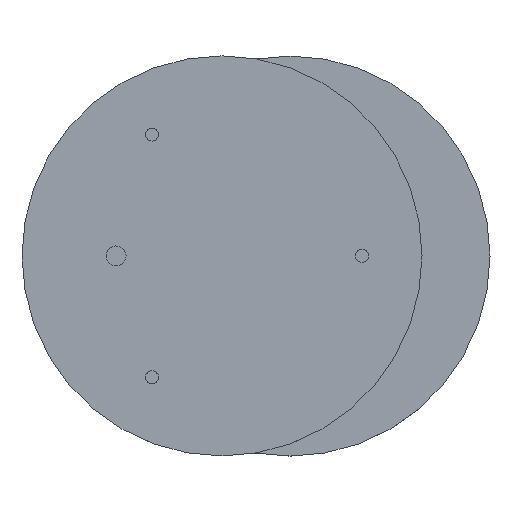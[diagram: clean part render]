
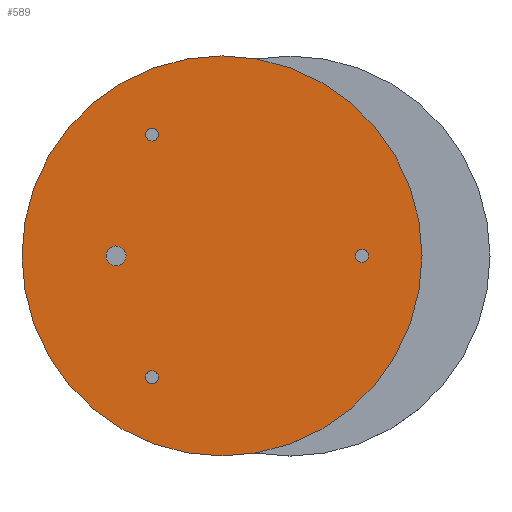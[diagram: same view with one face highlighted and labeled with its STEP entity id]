
A CAD part, top view. The second image highlights one B-rep face of the part: STEP entity #589.
In plain terms, the highlighted planar face has unit normal (0, 0, 1).
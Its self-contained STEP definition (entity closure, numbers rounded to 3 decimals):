
#39=FACE_BOUND('',#133,.T.);
#40=FACE_BOUND('',#134,.T.);
#41=FACE_BOUND('',#135,.T.);
#42=FACE_BOUND('',#136,.T.);
#56=PLANE('',#661);
#87=FACE_OUTER_BOUND('',#132,.T.);
#132=EDGE_LOOP('',(#483));
#133=EDGE_LOOP('',(#484));
#134=EDGE_LOOP('',(#485));
#135=EDGE_LOOP('',(#486));
#136=EDGE_LOOP('',(#487));
#267=CIRCLE('',#646,1.6);
#269=CIRCLE('',#649,1.6);
#271=CIRCLE('',#652,1.6);
#274=CIRCLE('',#656,2.5);
#276=CIRCLE('',#660,50.);
#301=VERTEX_POINT('',#919);
#303=VERTEX_POINT('',#925);
#305=VERTEX_POINT('',#931);
#308=VERTEX_POINT('',#939);
#310=VERTEX_POINT('',#946);
#359=EDGE_CURVE('',#301,#301,#267,.T.);
#362=EDGE_CURVE('',#303,#303,#269,.T.);
#365=EDGE_CURVE('',#305,#305,#271,.T.);
#370=EDGE_CURVE('',#308,#308,#274,.T.);
#372=EDGE_CURVE('',#310,#310,#276,.T.);
#483=ORIENTED_EDGE('',*,*,#372,.T.);
#484=ORIENTED_EDGE('',*,*,#359,.T.);
#485=ORIENTED_EDGE('',*,*,#362,.T.);
#486=ORIENTED_EDGE('',*,*,#365,.T.);
#487=ORIENTED_EDGE('',*,*,#370,.T.);
#589=ADVANCED_FACE('',(#87,#39,#40,#41,#42),#56,.T.);
#646=AXIS2_PLACEMENT_3D('',#920,#747,#748);
#649=AXIS2_PLACEMENT_3D('',#926,#754,#755);
#652=AXIS2_PLACEMENT_3D('',#932,#761,#762);
#656=AXIS2_PLACEMENT_3D('',#941,#771,#772);
#660=AXIS2_PLACEMENT_3D('',#947,#779,#780);
#661=AXIS2_PLACEMENT_3D('',#949,#782,#783);
#747=DIRECTION('center_axis',(0.,0.,-1.));
#748=DIRECTION('ref_axis',(-1.,0.,0.));
#754=DIRECTION('center_axis',(0.,0.,-1.));
#755=DIRECTION('ref_axis',(-1.,0.,0.));
#761=DIRECTION('center_axis',(0.,0.,-1.));
#762=DIRECTION('ref_axis',(-1.,0.,0.));
#771=DIRECTION('center_axis',(0.,0.,-1.));
#772=DIRECTION('ref_axis',(1.,0.,0.));
#779=DIRECTION('center_axis',(0.,0.,1.));
#780=DIRECTION('ref_axis',(1.,0.,0.));
#782=DIRECTION('center_axis',(0.,0.,1.));
#783=DIRECTION('ref_axis',(1.,0.,0.));
#919=CARTESIAN_POINT('',(28.1,0.,14.));
#920=CARTESIAN_POINT('Origin',(26.5,0.,14.));
#925=CARTESIAN_POINT('',(-24.4,30.311,14.));
#926=CARTESIAN_POINT('Origin',(-26.,30.311,14.));
#931=CARTESIAN_POINT('',(-24.4,-30.311,14.));
#932=CARTESIAN_POINT('Origin',(-26.,-30.311,14.));
#939=CARTESIAN_POINT('',(-37.5,0.,14.));
#941=CARTESIAN_POINT('Origin',(-35.,0.,14.));
#946=CARTESIAN_POINT('',(-58.5,0.,14.));
#947=CARTESIAN_POINT('Origin',(-8.5,0.,14.));
#949=CARTESIAN_POINT('Origin',(-8.5,0.,14.));
